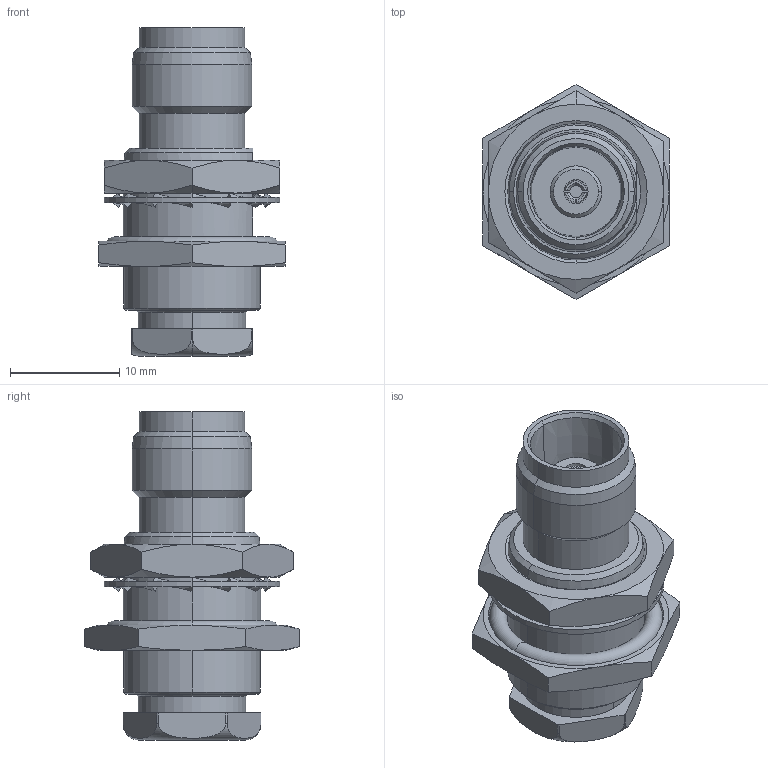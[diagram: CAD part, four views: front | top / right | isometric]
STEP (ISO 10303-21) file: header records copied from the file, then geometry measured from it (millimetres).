
FILE_DESCRIPTION (( 'STEP AP214' ), '1' );
FILE_NAME ('J01011A0036.STEP', '2017-10-04T13:24:34', ( '' ), ( '' ), 'SwSTEP 2.0', 'SolidWorks 2017', '' );
FILE_SCHEMA (( 'AUTOMOTIVE_DESIGN' ));
Length unit declared in the file: millimetre
Products named in the file (1): J01011A0036
Bounding box: 17 x 19.63 x 30 mm (x, y, z)
Volume: 3339.2 mm3; surface area: 2780.6 mm2
Topology: 3 solids, 3 shells, 218 faces, 526 edges, 328 vertices
Faces by surface type: plane 74, cone 58, cylinder 42, bspline 36, torus 8
Entity records: 9457 total; most frequent: CARTESIAN_POINT 2197, ORIENTED_EDGE 1052, DIRECTION 923, EDGE_CURVE 526, AXIS2_PLACEMENT_3D 340, VERTEX_POINT 328, VECTOR 243, LINE 243
